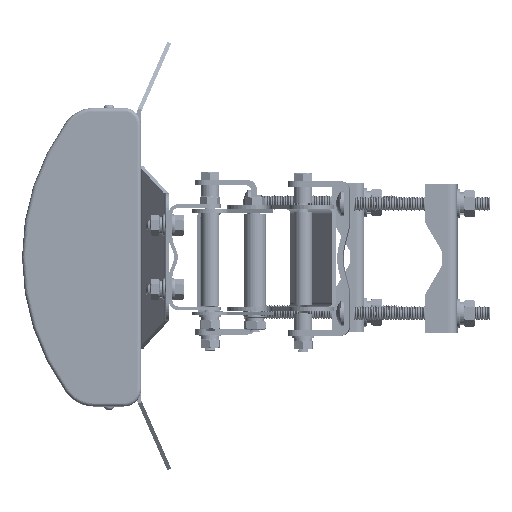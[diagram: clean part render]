
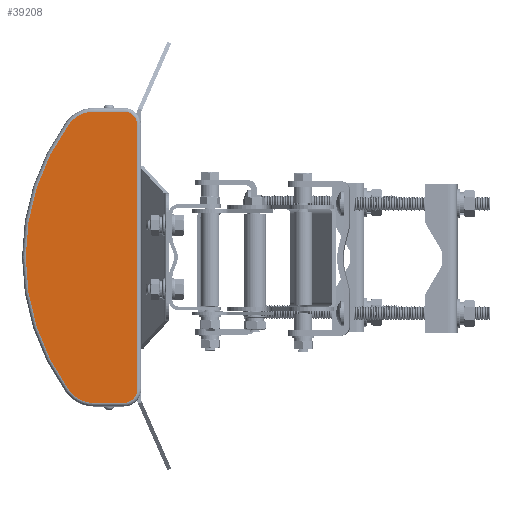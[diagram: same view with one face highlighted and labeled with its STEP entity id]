
A CAD part, left-side view. The second image highlights one B-rep face of the part: STEP entity #39208.
In plain terms, the highlighted planar face has unit normal (-1, 0, 0).
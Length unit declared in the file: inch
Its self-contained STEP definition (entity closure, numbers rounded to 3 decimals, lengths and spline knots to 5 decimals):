
#599 = DIRECTION ( 'NONE',  ( 0., 0., 1. ) ) ;
#707 = EDGE_CURVE ( 'NONE', #6054, #51424, #72808, .T. ) ;
#1654 = VECTOR ( 'NONE', #599, 39.37008 ) ;
#2156 = DIRECTION ( 'NONE',  ( -1., 0., 0. ) ) ;
#2245 = LINE ( 'NONE', #38292, #47396 ) ;
#3467 = VERTEX_POINT ( 'NONE', #19393 ) ;
#4296 = AXIS2_PLACEMENT_3D ( 'NONE', #40148, #6241, #45818 ) ;
#5080 = EDGE_LOOP ( 'NONE', ( #59826, #44328, #73406, #70104, #20383, #44884, #15497, #16556 ) ) ;
#6054 = VERTEX_POINT ( 'NONE', #15421 ) ;
#6241 = DIRECTION ( 'NONE',  ( -1., 0., 0. ) ) ;
#8206 = AXIS2_PLACEMENT_3D ( 'NONE', #57531, #23621, #63221 ) ;
#10288 = FACE_OUTER_BOUND ( 'NONE', #5080, .T. ) ;
#15421 = CARTESIAN_POINT ( 'NONE',  ( -19.375, 1.01238, -3.13875 ) ) ;
#15497 = ORIENTED_EDGE ( 'NONE', *, *, #66199, .T. ) ;
#16556 = ORIENTED_EDGE ( 'NONE', *, *, #55371, .T. ) ;
#16702 = LINE ( 'NONE', #68415, #1654 ) ;
#17120 = CIRCLE ( 'NONE', #4296, 0.295 ) ;
#18203 = CARTESIAN_POINT ( 'NONE',  ( -19.375, 0.08, -2.84375 ) ) ;
#19393 = CARTESIAN_POINT ( 'NONE',  ( -19.375, 0.375, 3.13875 ) ) ;
#20383 = ORIENTED_EDGE ( 'NONE', *, *, #54092, .T. ) ;
#21399 = DIRECTION ( 'NONE',  ( -1., 0., 0. ) ) ;
#21438 = DIRECTION ( 'NONE',  ( 0., 1., 0. ) ) ;
#22881 = CARTESIAN_POINT ( 'NONE',  ( -19.375, 0.08, 2.84375 ) ) ;
#23621 = DIRECTION ( 'NONE',  ( -1., 0., 0. ) ) ;
#24264 = DIRECTION ( 'NONE',  ( -1., 0., 0. ) ) ;
#25891 = CARTESIAN_POINT ( 'NONE',  ( -19.375, 1.01238, -2.46875 ) ) ;
#27353 = EDGE_CURVE ( 'NONE', #51424, #53570, #17120, .T. ) ;
#27653 = VECTOR ( 'NONE', #70908, 39.37008 ) ;
#28439 = EDGE_CURVE ( 'NONE', #70203, #62846, #66499, .T. ) ;
#31340 = CARTESIAN_POINT ( 'NONE',  ( -19.375, 0.375, -3.13875 ) ) ;
#31494 = VERTEX_POINT ( 'NONE', #22881 ) ;
#31585 = DIRECTION ( 'NONE',  ( 0., 0., 1. ) ) ;
#35161 = PLANE ( 'NONE',  #47175 ) ;
#36065 = CARTESIAN_POINT ( 'NONE',  ( -19.375, 1.01238, 2.46875 ) ) ;
#38292 = CARTESIAN_POINT ( 'NONE',  ( -19.375, 1.01238, 3.13875 ) ) ;
#39208 = ADVANCED_FACE ( 'NONE', ( #10288 ), #35161, .T. ) ;
#39544 = EDGE_CURVE ( 'NONE', #31494, #3467, #42058, .T. ) ;
#39773 = CIRCLE ( 'NONE', #52734, 0.67 ) ;
#40148 = CARTESIAN_POINT ( 'NONE',  ( -19.375, 0.375, -2.84375 ) ) ;
#41757 = DIRECTION ( 'NONE',  ( 0., 0., 1. ) ) ;
#42058 = CIRCLE ( 'NONE', #67094, 0.295 ) ;
#44328 = ORIENTED_EDGE ( 'NONE', *, *, #47575, .T. ) ;
#44884 = ORIENTED_EDGE ( 'NONE', *, *, #39544, .T. ) ;
#45560 = CARTESIAN_POINT ( 'NONE',  ( -19.375, 0.375, -3.13875 ) ) ;
#45818 = DIRECTION ( 'NONE',  ( 0., 0., 1. ) ) ;
#47175 = AXIS2_PLACEMENT_3D ( 'NONE', #58156, #24264, #63864 ) ;
#47396 = VECTOR ( 'NONE', #21438, 39.37008 ) ;
#47575 = EDGE_CURVE ( 'NONE', #62846, #6054, #39773, .T. ) ;
#49185 = CARTESIAN_POINT ( 'NONE',  ( -19.375, 1.55429, 2.86275 ) ) ;
#51424 = VERTEX_POINT ( 'NONE', #45560 ) ;
#52734 = AXIS2_PLACEMENT_3D ( 'NONE', #25891, #65476, #31585 ) ;
#53569 = CIRCLE ( 'NONE', #67471, 0.67 ) ;
#53570 = VERTEX_POINT ( 'NONE', #18203 ) ;
#54092 = EDGE_CURVE ( 'NONE', #53570, #31494, #16702, .T. ) ;
#55357 = CARTESIAN_POINT ( 'NONE',  ( -19.375, 0.375, 2.84375 ) ) ;
#55371 = EDGE_CURVE ( 'NONE', #72765, #70203, #53569, .T. ) ;
#57531 = CARTESIAN_POINT ( 'NONE',  ( -19.375, -2.38309, 0. ) ) ;
#58156 = CARTESIAN_POINT ( 'NONE',  ( -19.375, 0.375, -2.84375 ) ) ;
#59826 = ORIENTED_EDGE ( 'NONE', *, *, #28439, .T. ) ;
#61007 = DIRECTION ( 'NONE',  ( 0., 0., 1. ) ) ;
#62846 = VERTEX_POINT ( 'NONE', #69696 ) ;
#63221 = DIRECTION ( 'NONE',  ( 0., 0., 1. ) ) ;
#63864 = DIRECTION ( 'NONE',  ( 0., 0., 1. ) ) ;
#65476 = DIRECTION ( 'NONE',  ( -1., 0., 0. ) ) ;
#66199 = EDGE_CURVE ( 'NONE', #3467, #72765, #2245, .T. ) ;
#66499 = CIRCLE ( 'NONE', #8206, 4.86809 ) ;
#67094 = AXIS2_PLACEMENT_3D ( 'NONE', #55357, #21399, #61007 ) ;
#67471 = AXIS2_PLACEMENT_3D ( 'NONE', #36065, #2156, #41757 ) ;
#68415 = CARTESIAN_POINT ( 'NONE',  ( -19.375, 0.08, 2.84375 ) ) ;
#68490 = CARTESIAN_POINT ( 'NONE',  ( -19.375, 1.01238, 3.13875 ) ) ;
#69696 = CARTESIAN_POINT ( 'NONE',  ( -19.375, 1.55429, -2.86275 ) ) ;
#70104 = ORIENTED_EDGE ( 'NONE', *, *, #27353, .T. ) ;
#70203 = VERTEX_POINT ( 'NONE', #49185 ) ;
#70908 = DIRECTION ( 'NONE',  ( 0., -1., 0. ) ) ;
#72765 = VERTEX_POINT ( 'NONE', #68490 ) ;
#72808 = LINE ( 'NONE', #31340, #27653 ) ;
#73406 = ORIENTED_EDGE ( 'NONE', *, *, #707, .T. ) ;
